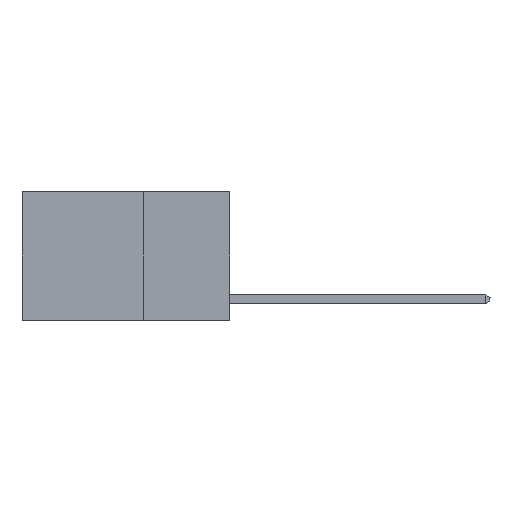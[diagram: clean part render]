
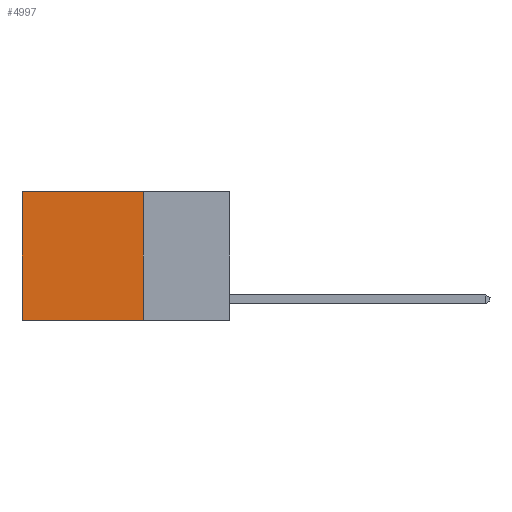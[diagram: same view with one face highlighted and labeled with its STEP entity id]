
A CAD part, left-side view. The second image highlights one B-rep face of the part: STEP entity #4997.
In plain terms, the highlighted planar face has unit normal (-1, 0, 0).
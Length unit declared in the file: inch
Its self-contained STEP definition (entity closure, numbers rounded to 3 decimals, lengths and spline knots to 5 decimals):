
#184 = EDGE_CURVE ( 'NONE', #15425, #13464, #14420, .T. ) ;
#729 = LINE ( 'NONE', #11665, #11967 ) ;
#966 = CARTESIAN_POINT ( 'NONE',  ( 0.2625, 0.25, 0. ) ) ;
#1102 = CARTESIAN_POINT ( 'NONE',  ( 0.2625, 0.25, 0. ) ) ;
#1510 = DIRECTION ( 'NONE',  ( 0., 1., 0. ) ) ;
#1769 = CARTESIAN_POINT ( 'NONE',  ( 0.2625, 0.6, 0. ) ) ;
#2959 = FACE_OUTER_BOUND ( 'NONE', #13175, .T. ) ;
#2973 = LINE ( 'NONE', #17633, #6176 ) ;
#3204 = CARTESIAN_POINT ( 'NONE',  ( 0.2625, 0.25, -0.37 ) ) ;
#4997 = ADVANCED_FACE ( 'NONE', ( #2959 ), #10547, .F. ) ;
#5267 = DIRECTION ( 'NONE',  ( 0., 0., -1. ) ) ;
#5441 = CARTESIAN_POINT ( 'NONE',  ( 0.2625, 0.6, 0. ) ) ;
#6176 = VECTOR ( 'NONE', #15890, 39.37008 ) ;
#7270 = EDGE_CURVE ( 'NONE', #13464, #7383, #11332, .T. ) ;
#7383 = VERTEX_POINT ( 'NONE', #20550 ) ;
#8637 = ORIENTED_EDGE ( 'NONE', *, *, #11484, .F. ) ;
#8695 = DIRECTION ( 'NONE',  ( 1., 0., 0. ) ) ;
#10547 = PLANE ( 'NONE',  #15916 ) ;
#10712 = CARTESIAN_POINT ( 'NONE',  ( 0.2625, 0.25, 0. ) ) ;
#11332 = LINE ( 'NONE', #1769, #15604 ) ;
#11484 = EDGE_CURVE ( 'NONE', #21866, #7383, #2973, .T. ) ;
#11665 = CARTESIAN_POINT ( 'NONE',  ( 0.2625, 0.25, 0. ) ) ;
#11967 = VECTOR ( 'NONE', #19266, 39.37008 ) ;
#13175 = EDGE_LOOP ( 'NONE', ( #22297, #8637, #18075, #13838 ) ) ;
#13464 = VERTEX_POINT ( 'NONE', #5441 ) ;
#13838 = ORIENTED_EDGE ( 'NONE', *, *, #184, .T. ) ;
#14420 = LINE ( 'NONE', #10712, #23787 ) ;
#15425 = VERTEX_POINT ( 'NONE', #966 ) ;
#15604 = VECTOR ( 'NONE', #5267, 39.37008 ) ;
#15890 = DIRECTION ( 'NONE',  ( 0., 1., 0. ) ) ;
#15916 = AXIS2_PLACEMENT_3D ( 'NONE', #1102, #8695, #16250 ) ;
#16250 = DIRECTION ( 'NONE',  ( 0., 0., -1. ) ) ;
#16511 = EDGE_CURVE ( 'NONE', #15425, #21866, #729, .T. ) ;
#17633 = CARTESIAN_POINT ( 'NONE',  ( 0.2625, 0.25, -0.37 ) ) ;
#18075 = ORIENTED_EDGE ( 'NONE', *, *, #16511, .F. ) ;
#19266 = DIRECTION ( 'NONE',  ( 0., 0., -1. ) ) ;
#20550 = CARTESIAN_POINT ( 'NONE',  ( 0.2625, 0.6, -0.37 ) ) ;
#21866 = VERTEX_POINT ( 'NONE', #3204 ) ;
#22297 = ORIENTED_EDGE ( 'NONE', *, *, #7270, .T. ) ;
#23787 = VECTOR ( 'NONE', #1510, 39.37008 ) ;
